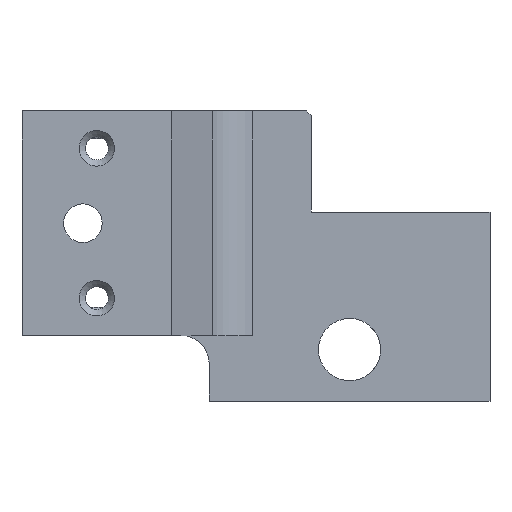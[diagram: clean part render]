
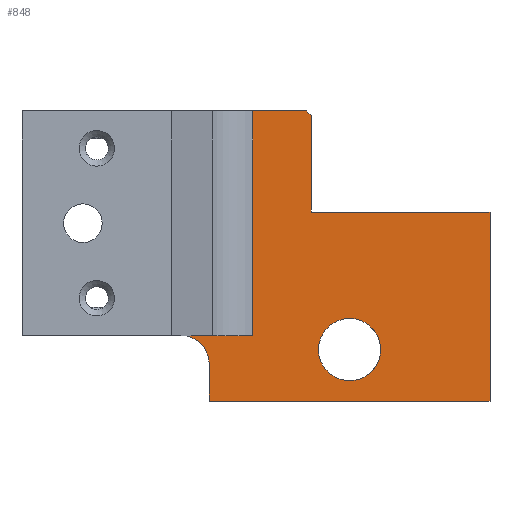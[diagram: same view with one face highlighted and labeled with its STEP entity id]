
A CAD part, left-side view. The second image highlights one B-rep face of the part: STEP entity #848.
In plain terms, the highlighted planar face has unit normal (-1, 0, 0).
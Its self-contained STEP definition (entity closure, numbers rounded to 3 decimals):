
#20=FACE_BOUND('',#114,.T.);
#34=PLANE('',#922);
#69=FACE_OUTER_BOUND('',#113,.T.);
#113=EDGE_LOOP('',(#628,#629,#630,#631,#632,#633,#634,#635,#636,#637));
#114=EDGE_LOOP('',(#638,#639));
#168=CIRCLE('',#923,3.);
#169=CIRCLE('',#924,3.324);
#170=CIRCLE('',#925,3.324);
#215=LINE('',#1286,#288);
#229=LINE('',#1322,#302);
#232=LINE('',#1327,#305);
#233=LINE('',#1330,#306);
#234=LINE('',#1332,#307);
#235=LINE('',#1334,#308);
#236=LINE('',#1338,#309);
#237=LINE('',#1340,#310);
#238=LINE('',#1341,#311);
#288=VECTOR('',#1028,10.);
#302=VECTOR('',#1054,10.);
#305=VECTOR('',#1059,10.);
#306=VECTOR('',#1062,10.);
#307=VECTOR('',#1063,10.);
#308=VECTOR('',#1064,10.);
#309=VECTOR('',#1067,10.);
#310=VECTOR('',#1068,10.);
#311=VECTOR('',#1069,10.);
#369=VERTEX_POINT('',#1283);
#370=VERTEX_POINT('',#1285);
#386=VERTEX_POINT('',#1321);
#387=VERTEX_POINT('',#1325);
#388=VERTEX_POINT('',#1329);
#389=VERTEX_POINT('',#1331);
#390=VERTEX_POINT('',#1333);
#391=VERTEX_POINT('',#1335);
#392=VERTEX_POINT('',#1337);
#393=VERTEX_POINT('',#1339);
#394=VERTEX_POINT('',#1342);
#395=VERTEX_POINT('',#1343);
#461=EDGE_CURVE('',#369,#370,#215,.T.);
#479=EDGE_CURVE('',#386,#370,#229,.T.);
#482=EDGE_CURVE('',#387,#386,#232,.T.);
#483=EDGE_CURVE('',#388,#369,#233,.T.);
#484=EDGE_CURVE('',#388,#389,#234,.T.);
#485=EDGE_CURVE('',#390,#389,#235,.T.);
#486=EDGE_CURVE('',#391,#390,#168,.T.);
#487=EDGE_CURVE('',#392,#391,#236,.T.);
#488=EDGE_CURVE('',#393,#392,#237,.T.);
#489=EDGE_CURVE('',#387,#393,#238,.T.);
#490=EDGE_CURVE('',#394,#395,#169,.T.);
#491=EDGE_CURVE('',#395,#394,#170,.T.);
#628=ORIENTED_EDGE('',*,*,#461,.F.);
#629=ORIENTED_EDGE('',*,*,#483,.F.);
#630=ORIENTED_EDGE('',*,*,#484,.T.);
#631=ORIENTED_EDGE('',*,*,#485,.F.);
#632=ORIENTED_EDGE('',*,*,#486,.F.);
#633=ORIENTED_EDGE('',*,*,#487,.F.);
#634=ORIENTED_EDGE('',*,*,#488,.F.);
#635=ORIENTED_EDGE('',*,*,#489,.F.);
#636=ORIENTED_EDGE('',*,*,#482,.T.);
#637=ORIENTED_EDGE('',*,*,#479,.T.);
#638=ORIENTED_EDGE('',*,*,#490,.T.);
#639=ORIENTED_EDGE('',*,*,#491,.T.);
#848=ADVANCED_FACE('',(#69,#20),#34,.T.);
#922=AXIS2_PLACEMENT_3D('',#1328,#1060,#1061);
#923=AXIS2_PLACEMENT_3D('',#1336,#1065,#1066);
#924=AXIS2_PLACEMENT_3D('',#1344,#1070,#1071);
#925=AXIS2_PLACEMENT_3D('',#1345,#1072,#1073);
#1028=DIRECTION('',(0.,-0.707,-0.707));
#1054=DIRECTION('',(0.,0.,1.));
#1059=DIRECTION('',(0.,1.,0.));
#1060=DIRECTION('center_axis',(-1.,0.,0.));
#1061=DIRECTION('ref_axis',(0.,-1.,0.));
#1062=DIRECTION('',(0.,-1.,0.));
#1063=DIRECTION('',(0.,0.,-1.));
#1064=DIRECTION('',(0.,-1.,0.));
#1065=DIRECTION('center_axis',(-1.,0.,0.));
#1066=DIRECTION('ref_axis',(0.,0.,1.));
#1067=DIRECTION('',(0.,0.,1.));
#1068=DIRECTION('',(0.,1.,0.));
#1069=DIRECTION('',(0.,0.,-1.));
#1070=DIRECTION('center_axis',(1.,0.,0.));
#1071=DIRECTION('ref_axis',(0.,0.,1.));
#1072=DIRECTION('center_axis',(1.,0.,0.));
#1073=DIRECTION('ref_axis',(0.,0.,1.));
#1283=CARTESIAN_POINT('',(11.,4.6,15.5));
#1285=CARTESIAN_POINT('',(11.,4.1,15.));
#1286=CARTESIAN_POINT('',(11.,2.035,12.935));
#1321=CARTESIAN_POINT('',(11.,4.1,4.7));
#1322=CARTESIAN_POINT('',(11.,4.1,7.75));
#1325=CARTESIAN_POINT('',(11.,-15.,4.7));
#1327=CARTESIAN_POINT('',(11.,2.445,4.7));
#1328=CARTESIAN_POINT('Origin',(11.,10.34,0.));
#1329=CARTESIAN_POINT('',(11.,10.34,15.5));
#1330=CARTESIAN_POINT('',(11.,-15.,15.5));
#1331=CARTESIAN_POINT('',(11.,10.34,-8.5));
#1332=CARTESIAN_POINT('',(11.,10.34,0.));
#1333=CARTESIAN_POINT('',(11.,18.,-8.5));
#1334=CARTESIAN_POINT('',(11.,35.,-8.5));
#1335=CARTESIAN_POINT('',(11.,15.,-11.5));
#1336=CARTESIAN_POINT('Origin',(11.,18.,-11.5));
#1337=CARTESIAN_POINT('',(11.,15.,-15.5));
#1338=CARTESIAN_POINT('',(11.,15.,-13.5));
#1339=CARTESIAN_POINT('',(11.,-15.,-15.5));
#1340=CARTESIAN_POINT('',(11.,-15.,-15.5));
#1341=CARTESIAN_POINT('',(11.,-15.,0.));
#1342=CARTESIAN_POINT('',(11.,0.,-6.677));
#1343=CARTESIAN_POINT('',(11.,0.,-13.324));
#1344=CARTESIAN_POINT('Origin',(11.,0.,-10.));
#1345=CARTESIAN_POINT('Origin',(11.,0.,-10.));
